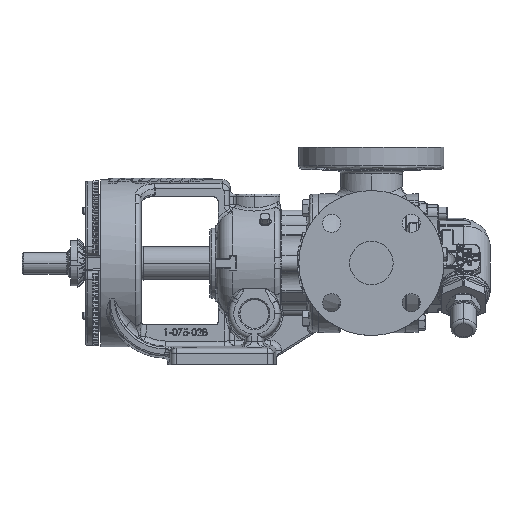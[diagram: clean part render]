
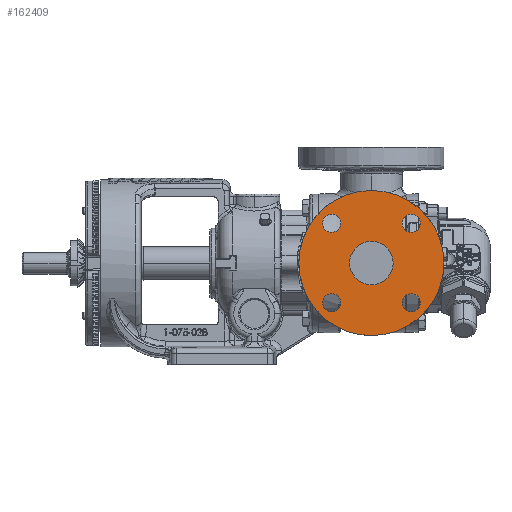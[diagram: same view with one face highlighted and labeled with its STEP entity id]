
A CAD part, top view. The second image highlights one B-rep face of the part: STEP entity #162409.
In plain terms, the highlighted planar face has unit normal (0, 0, 1).
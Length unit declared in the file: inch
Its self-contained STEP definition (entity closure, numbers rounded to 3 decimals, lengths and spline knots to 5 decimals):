
#78 = CARTESIAN_POINT ( 'NONE',  ( 3.20502, -1.37002, 4. ) ) ;
#1813 = CARTESIAN_POINT ( 'NONE',  ( 1.835, 0., 4. ) ) ;
#1888 = CARTESIAN_POINT ( 'NONE',  ( 3.20502, 1.37002, 4. ) ) ;
#3222 = ORIENTED_EDGE ( 'NONE', *, *, #165884, .F. ) ;
#3391 = EDGE_CURVE ( 'NONE', #32360, #32149, #105234, .T. ) ;
#4616 = CARTESIAN_POINT ( 'NONE',  ( 1.835, 0., 4. ) ) ;
#4771 = FACE_BOUND ( 'NONE', #32818, .T. ) ;
#5091 = CARTESIAN_POINT ( 'NONE',  ( 1.835, 0., 4. ) ) ;
#5325 = CARTESIAN_POINT ( 'NONE',  ( 3.20502, 1.37002, 4. ) ) ;
#7534 = ORIENTED_EDGE ( 'NONE', *, *, #53656, .F. ) ;
#8482 = CIRCLE ( 'NONE', #109941, 0.75 ) ;
#9989 = CIRCLE ( 'NONE', #32842, 0.3125 ) ;
#11946 = VERTEX_POINT ( 'NONE', #70098 ) ;
#12195 = EDGE_CURVE ( 'NONE', #76135, #158588, #23877, .T. ) ;
#13509 = DIRECTION ( 'NONE',  ( 1., 0., 0. ) ) ;
#14933 = EDGE_CURVE ( 'NONE', #85737, #91098, #8482, .T. ) ;
#15124 = DIRECTION ( 'NONE',  ( 0., 0., 1. ) ) ;
#15279 = DIRECTION ( 'NONE',  ( 1., 0., 0. ) ) ;
#15295 = CARTESIAN_POINT ( 'NONE',  ( 0.77748, 1.37002, 4. ) ) ;
#15837 = AXIS2_PLACEMENT_3D ( 'NONE', #63614, #184467, #78773 ) ;
#16985 = DIRECTION ( 'NONE',  ( -1., 0., 0. ) ) ;
#17070 = DIRECTION ( 'NONE',  ( 1., 0., 0. ) ) ;
#17799 = CARTESIAN_POINT ( 'NONE',  ( 1.835, 0., 4. ) ) ;
#19693 = EDGE_LOOP ( 'NONE', ( #42113, #172453 ) ) ;
#19820 = DIRECTION ( 'NONE',  ( -1., 0., 0. ) ) ;
#20301 = DIRECTION ( 'NONE',  ( -1., 0., 0. ) ) ;
#20550 = DIRECTION ( 'NONE',  ( 1., 0., 0. ) ) ;
#20843 = VERTEX_POINT ( 'NONE', #32568 ) ;
#23710 = CARTESIAN_POINT ( 'NONE',  ( 3.51752, 1.37002, 4. ) ) ;
#23877 = CIRCLE ( 'NONE', #96899, 0.3125 ) ;
#25983 = CARTESIAN_POINT ( 'NONE',  ( 3.51752, -1.37002, 4. ) ) ;
#31999 = ORIENTED_EDGE ( 'NONE', *, *, #12195, .F. ) ;
#32149 = VERTEX_POINT ( 'NONE', #114941 ) ;
#32360 = VERTEX_POINT ( 'NONE', #153221 ) ;
#32568 = CARTESIAN_POINT ( 'NONE',  ( -0.665, 0., 4. ) ) ;
#32818 = EDGE_LOOP ( 'NONE', ( #7534, #31999 ) ) ;
#32842 = AXIS2_PLACEMENT_3D ( 'NONE', #5325, #110949, #20550 ) ;
#33011 = DIRECTION ( 'NONE',  ( -1., 0., 0. ) ) ;
#34360 = EDGE_CURVE ( 'NONE', #89687, #167412, #104363, .T. ) ;
#34704 = CARTESIAN_POINT ( 'NONE',  ( 2.89252, -1.37002, 4. ) ) ;
#40215 = FACE_BOUND ( 'NONE', #150089, .T. ) ;
#42113 = ORIENTED_EDGE ( 'NONE', *, *, #95819, .F. ) ;
#44330 = ORIENTED_EDGE ( 'NONE', *, *, #34360, .F. ) ;
#44935 = FACE_BOUND ( 'NONE', #81823, .T. ) ;
#46397 = EDGE_LOOP ( 'NONE', ( #44330, #103217 ) ) ;
#47463 = AXIS2_PLACEMENT_3D ( 'NONE', #57200, #162872, #72335 ) ;
#48568 = ORIENTED_EDGE ( 'NONE', *, *, #79809, .F. ) ;
#49837 = CIRCLE ( 'NONE', #97049, 0.3125 ) ;
#49995 = CIRCLE ( 'NONE', #109396, 0.3125 ) ;
#51585 = ORIENTED_EDGE ( 'NONE', *, *, #98418, .F. ) ;
#53656 = EDGE_CURVE ( 'NONE', #158588, #76135, #49837, .T. ) ;
#55418 = CARTESIAN_POINT ( 'NONE',  ( 1.835, -0.75, 4. ) ) ;
#57200 = CARTESIAN_POINT ( 'NONE',  ( 0.46498, 1.37002, 4. ) ) ;
#63614 = CARTESIAN_POINT ( 'NONE',  ( 0.46498, -1.37002, 4. ) ) ;
#70098 = CARTESIAN_POINT ( 'NONE',  ( 4.335, 0., 4. ) ) ;
#72335 = DIRECTION ( 'NONE',  ( 1., 0., 0. ) ) ;
#73897 = ORIENTED_EDGE ( 'NONE', *, *, #187043, .F. ) ;
#74160 = DIRECTION ( 'NONE',  ( 0., 0., 1. ) ) ;
#75980 = CARTESIAN_POINT ( 'NONE',  ( 1.835, 0.75, 4. ) ) ;
#76135 = VERTEX_POINT ( 'NONE', #34704 ) ;
#78773 = DIRECTION ( 'NONE',  ( 1., 0., 0. ) ) ;
#79029 = CARTESIAN_POINT ( 'NONE',  ( 2.89252, 1.37002, 4. ) ) ;
#79809 = EDGE_CURVE ( 'NONE', #91098, #85737, #98172, .T. ) ;
#80311 = FACE_OUTER_BOUND ( 'NONE', #171296, .T. ) ;
#81823 = EDGE_LOOP ( 'NONE', ( #167134, #48568 ) ) ;
#85737 = VERTEX_POINT ( 'NONE', #75980 ) ;
#87773 = DIRECTION ( 'NONE',  ( 0., 0., -1. ) ) ;
#89687 = VERTEX_POINT ( 'NONE', #23710 ) ;
#91098 = VERTEX_POINT ( 'NONE', #55418 ) ;
#94052 = AXIS2_PLACEMENT_3D ( 'NONE', #5091, #110693, #20301 ) ;
#94976 = CARTESIAN_POINT ( 'NONE',  ( 0.15248, 1.37002, 4. ) ) ;
#95819 = EDGE_CURVE ( 'NONE', #32149, #32360, #124648, .T. ) ;
#96899 = AXIS2_PLACEMENT_3D ( 'NONE', #78, #105668, #15279 ) ;
#97049 = AXIS2_PLACEMENT_3D ( 'NONE', #164674, #74160, #179853 ) ;
#98172 = CIRCLE ( 'NONE', #94052, 0.75 ) ;
#98418 = EDGE_CURVE ( 'NONE', #150133, #184538, #49995, .T. ) ;
#101537 = AXIS2_PLACEMENT_3D ( 'NONE', #1888, #107488, #17070 ) ;
#103217 = ORIENTED_EDGE ( 'NONE', *, *, #118444, .F. ) ;
#103899 = DIRECTION ( 'NONE',  ( 0., 0., 1. ) ) ;
#104363 = CIRCLE ( 'NONE', #101537, 0.3125 ) ;
#105234 = CIRCLE ( 'NONE', #15837, 0.3125 ) ;
#105520 = CARTESIAN_POINT ( 'NONE',  ( 0.46498, -1.37002, 4. ) ) ;
#105668 = DIRECTION ( 'NONE',  ( 0., 0., 1. ) ) ;
#106766 = ORIENTED_EDGE ( 'NONE', *, *, #173099, .F. ) ;
#107393 = DIRECTION ( 'NONE',  ( 0., 0., -1. ) ) ;
#107488 = DIRECTION ( 'NONE',  ( 0., 0., 1. ) ) ;
#109396 = AXIS2_PLACEMENT_3D ( 'NONE', #194492, #103899, #13509 ) ;
#109941 = AXIS2_PLACEMENT_3D ( 'NONE', #17799, #123452, #33011 ) ;
#110216 = DIRECTION ( 'NONE',  ( 0., 0., -1. ) ) ;
#110693 = DIRECTION ( 'NONE',  ( 0., 0., 1. ) ) ;
#110949 = DIRECTION ( 'NONE',  ( 0., 0., 1. ) ) ;
#114483 = CIRCLE ( 'NONE', #47463, 0.3125 ) ;
#114941 = CARTESIAN_POINT ( 'NONE',  ( 0.77748, -1.37002, 4. ) ) ;
#116152 = AXIS2_PLACEMENT_3D ( 'NONE', #1813, #107393, #16985 ) ;
#117553 = PLANE ( 'NONE',  #187517 ) ;
#118444 = EDGE_CURVE ( 'NONE', #167412, #89687, #9989, .T. ) ;
#120729 = DIRECTION ( 'NONE',  ( 1., 0., 0. ) ) ;
#123452 = DIRECTION ( 'NONE',  ( 0., 0., 1. ) ) ;
#124648 = CIRCLE ( 'NONE', #160939, 0.3125 ) ;
#125287 = FACE_BOUND ( 'NONE', #19693, .T. ) ;
#144959 = CIRCLE ( 'NONE', #171251, 2.5 ) ;
#150089 = EDGE_LOOP ( 'NONE', ( #3222, #51585 ) ) ;
#150133 = VERTEX_POINT ( 'NONE', #94976 ) ;
#153221 = CARTESIAN_POINT ( 'NONE',  ( 0.15248, -1.37002, 4. ) ) ;
#153617 = CIRCLE ( 'NONE', #116152, 2.5 ) ;
#158588 = VERTEX_POINT ( 'NONE', #25983 ) ;
#160720 = FACE_BOUND ( 'NONE', #46397, .T. ) ;
#160939 = AXIS2_PLACEMENT_3D ( 'NONE', #105520, #15124, #120729 ) ;
#162409 = ADVANCED_FACE ( 'NONE', ( #125287, #4771, #160720, #44935, #80311, #40215 ), #117553, .F. ) ;
#162872 = DIRECTION ( 'NONE',  ( 0., 0., 1. ) ) ;
#164674 = CARTESIAN_POINT ( 'NONE',  ( 3.20502, -1.37002, 4. ) ) ;
#165884 = EDGE_CURVE ( 'NONE', #184538, #150133, #114483, .T. ) ;
#167134 = ORIENTED_EDGE ( 'NONE', *, *, #14933, .F. ) ;
#167412 = VERTEX_POINT ( 'NONE', #79029 ) ;
#171251 = AXIS2_PLACEMENT_3D ( 'NONE', #4616, #110216, #19820 ) ;
#171296 = EDGE_LOOP ( 'NONE', ( #73897, #106766 ) ) ;
#172453 = ORIENTED_EDGE ( 'NONE', *, *, #3391, .F. ) ;
#173099 = EDGE_CURVE ( 'NONE', #11946, #20843, #144959, .T. ) ;
#178287 = CARTESIAN_POINT ( 'NONE',  ( -0.725, 4., 4. ) ) ;
#179853 = DIRECTION ( 'NONE',  ( 1., 0., 0. ) ) ;
#184467 = DIRECTION ( 'NONE',  ( 0., 0., 1. ) ) ;
#184538 = VERTEX_POINT ( 'NONE', #15295 ) ;
#187043 = EDGE_CURVE ( 'NONE', #20843, #11946, #153617, .T. ) ;
#187517 = AXIS2_PLACEMENT_3D ( 'NONE', #178287, #87773, #193565 ) ;
#193565 = DIRECTION ( 'NONE',  ( -1., 0., 0. ) ) ;
#194492 = CARTESIAN_POINT ( 'NONE',  ( 0.46498, 1.37002, 4. ) ) ;
